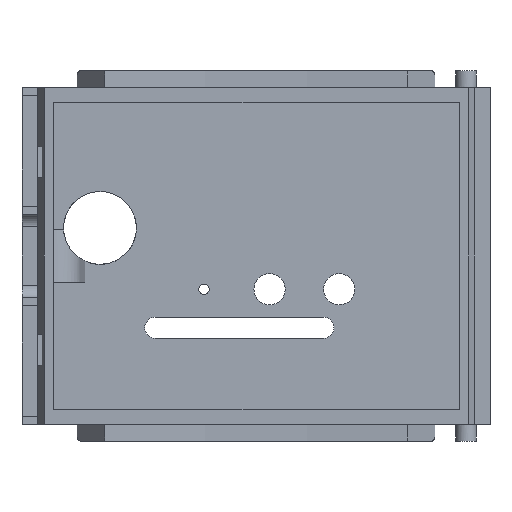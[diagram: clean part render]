
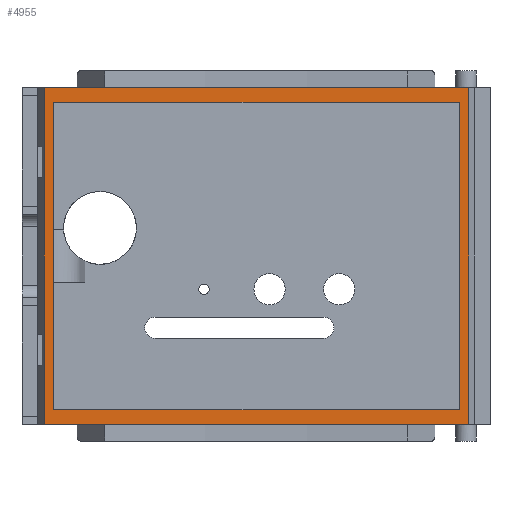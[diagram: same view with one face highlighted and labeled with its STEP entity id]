
A CAD part, front view. The second image highlights one B-rep face of the part: STEP entity #4955.
In plain terms, the highlighted planar face has unit normal (0, -1, 0).
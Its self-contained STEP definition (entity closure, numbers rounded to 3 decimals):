
#246 = PLANE('',#247);
#247 = AXIS2_PLACEMENT_3D('',#248,#249,#250);
#248 = CARTESIAN_POINT('',(14.304,52.908,1.8));
#249 = DIRECTION('',(0.,0.,-1.));
#250 = DIRECTION('',(-1.,0.,0.));
#634 = PLANE('',#635);
#635 = AXIS2_PLACEMENT_3D('',#636,#637,#638);
#636 = CARTESIAN_POINT('',(2.55,49.78,
    34.2));
#637 = DIRECTION('',(0.,0.,1.));
#638 = DIRECTION('',(1.,0.,-0.));
#975 = PLANE('',#976);
#976 = AXIS2_PLACEMENT_3D('',#977,#978,#979);
#977 = CARTESIAN_POINT('',(-21.844,49.287,
    -3.36));
#978 = DIRECTION('',(0.866,0.5,0.));
#979 = DIRECTION('',(0.5,-0.866,0.));
#1621 = VERTEX_POINT('',#1622);
#1622 = CARTESIAN_POINT('',(20.45,46.7,1.8));
#1636 = PLANE('',#1637);
#1637 = AXIS2_PLACEMENT_3D('',#1638,#1639,#1640);
#1638 = CARTESIAN_POINT('',(19.354,44.801,
    -3.36));
#1639 = DIRECTION('',(-0.866,0.5,0.));
#1640 = DIRECTION('',(0.5,0.866,0.));
#1648 = EDGE_CURVE('',#1621,#1649,#1651,.T.);
#1649 = VERTEX_POINT('',#1650);
#1650 = CARTESIAN_POINT('',(-20.35,46.7,1.8));
#1651 = SURFACE_CURVE('',#1652,(#1656,#1663),.PCURVE_S1.);
#1652 = LINE('',#1653,#1654);
#1653 = CARTESIAN_POINT('',(5.65,46.7,1.8));
#1654 = VECTOR('',#1655,1.);
#1655 = DIRECTION('',(-1.,0.,0.));
#1656 = PCURVE('',#246,#1657);
#1657 = DEFINITIONAL_REPRESENTATION('',(#1658),#1662);
#1658 = LINE('',#1659,#1660);
#1659 = CARTESIAN_POINT('',(8.654,-6.208));
#1660 = VECTOR('',#1661,1.);
#1661 = DIRECTION('',(1.,0.));
#1662 = ( GEOMETRIC_REPRESENTATION_CONTEXT(2) 
PARAMETRIC_REPRESENTATION_CONTEXT() REPRESENTATION_CONTEXT('2D SPACE',''
  ) );
#1663 = PCURVE('',#1664,#1669);
#1664 = PLANE('',#1665);
#1665 = AXIS2_PLACEMENT_3D('',#1666,#1667,#1668);
#1666 = CARTESIAN_POINT('',(20.9,46.7,1.8));
#1667 = DIRECTION('',(0.,1.,0.));
#1668 = DIRECTION('',(-1.,0.,0.));
#1669 = DEFINITIONAL_REPRESENTATION('',(#1670),#1674);
#1670 = LINE('',#1671,#1672);
#1671 = CARTESIAN_POINT('',(15.25,0.));
#1672 = VECTOR('',#1673,1.);
#1673 = DIRECTION('',(1.,0.));
#1674 = ( GEOMETRIC_REPRESENTATION_CONTEXT(2) 
PARAMETRIC_REPRESENTATION_CONTEXT() REPRESENTATION_CONTEXT('2D SPACE',''
  ) );
#2575 = VERTEX_POINT('',#2576);
#2576 = CARTESIAN_POINT('',(-20.35,46.7,34.2));
#2597 = EDGE_CURVE('',#2575,#2598,#2600,.T.);
#2598 = VERTEX_POINT('',#2599);
#2599 = CARTESIAN_POINT('',(20.45,46.7,34.2));
#2600 = SURFACE_CURVE('',#2601,(#2605,#2612),.PCURVE_S1.);
#2601 = LINE('',#2602,#2603);
#2602 = CARTESIAN_POINT('',(5.65,46.7,34.2));
#2603 = VECTOR('',#2604,1.);
#2604 = DIRECTION('',(1.,0.,0.));
#2605 = PCURVE('',#634,#2606);
#2606 = DEFINITIONAL_REPRESENTATION('',(#2607),#2611);
#2607 = LINE('',#2608,#2609);
#2608 = CARTESIAN_POINT('',(3.1,-3.08));
#2609 = VECTOR('',#2610,1.);
#2610 = DIRECTION('',(1.,0.));
#2611 = ( GEOMETRIC_REPRESENTATION_CONTEXT(2) 
PARAMETRIC_REPRESENTATION_CONTEXT() REPRESENTATION_CONTEXT('2D SPACE',''
  ) );
#2612 = PCURVE('',#1664,#2613);
#2613 = DEFINITIONAL_REPRESENTATION('',(#2614),#2618);
#2614 = LINE('',#2615,#2616);
#2615 = CARTESIAN_POINT('',(15.25,32.4));
#2616 = VECTOR('',#2617,1.);
#2617 = DIRECTION('',(-1.,0.));
#2618 = ( GEOMETRIC_REPRESENTATION_CONTEXT(2) 
PARAMETRIC_REPRESENTATION_CONTEXT() REPRESENTATION_CONTEXT('2D SPACE',''
  ) );
#3654 = EDGE_CURVE('',#2575,#1649,#3655,.T.);
#3655 = SURFACE_CURVE('',#3656,(#3660,#3667),.PCURVE_S1.);
#3656 = LINE('',#3657,#3658);
#3657 = CARTESIAN_POINT('',(-20.35,46.7,0.15));
#3658 = VECTOR('',#3659,1.);
#3659 = DIRECTION('',(0.,0.,-1.));
#3660 = PCURVE('',#975,#3661);
#3661 = DEFINITIONAL_REPRESENTATION('',(#3662),#3666);
#3662 = LINE('',#3663,#3664);
#3663 = CARTESIAN_POINT('',(2.988,-3.51));
#3664 = VECTOR('',#3665,1.);
#3665 = DIRECTION('',(0.,1.));
#3666 = ( GEOMETRIC_REPRESENTATION_CONTEXT(2) 
PARAMETRIC_REPRESENTATION_CONTEXT() REPRESENTATION_CONTEXT('2D SPACE',''
  ) );
#3667 = PCURVE('',#1664,#3668);
#3668 = DEFINITIONAL_REPRESENTATION('',(#3669),#3673);
#3669 = LINE('',#3670,#3671);
#3670 = CARTESIAN_POINT('',(41.25,-1.65));
#3671 = VECTOR('',#3672,1.);
#3672 = DIRECTION('',(0.,-1.));
#3673 = ( GEOMETRIC_REPRESENTATION_CONTEXT(2) 
PARAMETRIC_REPRESENTATION_CONTEXT() REPRESENTATION_CONTEXT('2D SPACE',''
  ) );
#3820 = PLANE('',#3821);
#3821 = AXIS2_PLACEMENT_3D('',#3822,#3823,#3824);
#3822 = CARTESIAN_POINT('',(-19.45,53.2,
    23.695));
#3823 = DIRECTION('',(1.,0.,0.));
#3824 = DIRECTION('',(0.,0.,-1.));
#4933 = EDGE_CURVE('',#1621,#2598,#4934,.T.);
#4934 = SURFACE_CURVE('',#4935,(#4939,#4946),.PCURVE_S1.);
#4935 = LINE('',#4936,#4937);
#4936 = CARTESIAN_POINT('',(20.45,46.7,0.15));
#4937 = VECTOR('',#4938,1.);
#4938 = DIRECTION('',(0.,0.,1.));
#4939 = PCURVE('',#1636,#4940);
#4940 = DEFINITIONAL_REPRESENTATION('',(#4941),#4945);
#4941 = LINE('',#4942,#4943);
#4942 = CARTESIAN_POINT('',(2.193,-3.51));
#4943 = VECTOR('',#4944,1.);
#4944 = DIRECTION('',(0.,-1.));
#4945 = ( GEOMETRIC_REPRESENTATION_CONTEXT(2) 
PARAMETRIC_REPRESENTATION_CONTEXT() REPRESENTATION_CONTEXT('2D SPACE',''
  ) );
#4946 = PCURVE('',#1664,#4947);
#4947 = DEFINITIONAL_REPRESENTATION('',(#4948),#4952);
#4948 = LINE('',#4949,#4950);
#4949 = CARTESIAN_POINT('',(0.45,-1.65));
#4950 = VECTOR('',#4951,1.);
#4951 = DIRECTION('',(0.,1.));
#4952 = ( GEOMETRIC_REPRESENTATION_CONTEXT(2) 
PARAMETRIC_REPRESENTATION_CONTEXT() REPRESENTATION_CONTEXT('2D SPACE',''
  ) );
#4955 = ADVANCED_FACE('',(#4956,#4962),#1664,.F.);
#4956 = FACE_BOUND('',#4957,.T.);
#4957 = EDGE_LOOP('',(#4958,#4959,#4960,#4961));
#4958 = ORIENTED_EDGE('',*,*,#4933,.T.);
#4959 = ORIENTED_EDGE('',*,*,#2597,.F.);
#4960 = ORIENTED_EDGE('',*,*,#3654,.T.);
#4961 = ORIENTED_EDGE('',*,*,#1648,.F.);
#4962 = FACE_BOUND('',#4963,.T.);
#4963 = EDGE_LOOP('',(#4964,#4989,#5017,#5045));
#4964 = ORIENTED_EDGE('',*,*,#4965,.F.);
#4965 = EDGE_CURVE('',#4966,#4968,#4970,.T.);
#4966 = VERTEX_POINT('',#4967);
#4967 = CARTESIAN_POINT('',(-19.45,46.7,32.8));
#4968 = VERTEX_POINT('',#4969);
#4969 = CARTESIAN_POINT('',(-19.45,46.7,3.2));
#4970 = SURFACE_CURVE('',#4971,(#4975,#4982),.PCURVE_S1.);
#4971 = LINE('',#4972,#4973);
#4972 = CARTESIAN_POINT('',(-19.45,46.7,0.15));
#4973 = VECTOR('',#4974,1.);
#4974 = DIRECTION('',(0.,0.,-1.));
#4975 = PCURVE('',#1664,#4976);
#4976 = DEFINITIONAL_REPRESENTATION('',(#4977),#4981);
#4977 = LINE('',#4978,#4979);
#4978 = CARTESIAN_POINT('',(40.35,-1.65));
#4979 = VECTOR('',#4980,1.);
#4980 = DIRECTION('',(0.,-1.));
#4981 = ( GEOMETRIC_REPRESENTATION_CONTEXT(2) 
PARAMETRIC_REPRESENTATION_CONTEXT() REPRESENTATION_CONTEXT('2D SPACE',''
  ) );
#4982 = PCURVE('',#3820,#4983);
#4983 = DEFINITIONAL_REPRESENTATION('',(#4984),#4988);
#4984 = LINE('',#4985,#4986);
#4985 = CARTESIAN_POINT('',(23.545,-6.5));
#4986 = VECTOR('',#4987,1.);
#4987 = DIRECTION('',(1.,0.));
#4988 = ( GEOMETRIC_REPRESENTATION_CONTEXT(2) 
PARAMETRIC_REPRESENTATION_CONTEXT() REPRESENTATION_CONTEXT('2D SPACE',''
  ) );
#4989 = ORIENTED_EDGE('',*,*,#4990,.F.);
#4990 = EDGE_CURVE('',#4991,#4966,#4993,.T.);
#4991 = VERTEX_POINT('',#4992);
#4992 = CARTESIAN_POINT('',(19.55,46.7,32.8));
#4993 = SURFACE_CURVE('',#4994,(#4998,#5005),.PCURVE_S1.);
#4994 = LINE('',#4995,#4996);
#4995 = CARTESIAN_POINT('',(5.65,46.7,32.8));
#4996 = VECTOR('',#4997,1.);
#4997 = DIRECTION('',(-1.,0.,0.));
#4998 = PCURVE('',#1664,#4999);
#4999 = DEFINITIONAL_REPRESENTATION('',(#5000),#5004);
#5000 = LINE('',#5001,#5002);
#5001 = CARTESIAN_POINT('',(15.25,31.));
#5002 = VECTOR('',#5003,1.);
#5003 = DIRECTION('',(1.,0.));
#5004 = ( GEOMETRIC_REPRESENTATION_CONTEXT(2) 
PARAMETRIC_REPRESENTATION_CONTEXT() REPRESENTATION_CONTEXT('2D SPACE',''
  ) );
#5005 = PCURVE('',#5006,#5011);
#5006 = PLANE('',#5007);
#5007 = AXIS2_PLACEMENT_3D('',#5008,#5009,#5010);
#5008 = CARTESIAN_POINT('',(9.869,53.2,
    32.8));
#5009 = DIRECTION('',(0.,0.,1.));
#5010 = DIRECTION('',(0.,-1.,0.));
#5011 = DEFINITIONAL_REPRESENTATION('',(#5012),#5016);
#5012 = LINE('',#5013,#5014);
#5013 = CARTESIAN_POINT('',(6.5,-4.219));
#5014 = VECTOR('',#5015,1.);
#5015 = DIRECTION('',(0.,-1.));
#5016 = ( GEOMETRIC_REPRESENTATION_CONTEXT(2) 
PARAMETRIC_REPRESENTATION_CONTEXT() REPRESENTATION_CONTEXT('2D SPACE',''
  ) );
#5017 = ORIENTED_EDGE('',*,*,#5018,.T.);
#5018 = EDGE_CURVE('',#4991,#5019,#5021,.T.);
#5019 = VERTEX_POINT('',#5020);
#5020 = CARTESIAN_POINT('',(19.55,46.7,3.2));
#5021 = SURFACE_CURVE('',#5022,(#5026,#5033),.PCURVE_S1.);
#5022 = LINE('',#5023,#5024);
#5023 = CARTESIAN_POINT('',(19.55,46.7,0.15));
#5024 = VECTOR('',#5025,1.);
#5025 = DIRECTION('',(0.,0.,-1.));
#5026 = PCURVE('',#1664,#5027);
#5027 = DEFINITIONAL_REPRESENTATION('',(#5028),#5032);
#5028 = LINE('',#5029,#5030);
#5029 = CARTESIAN_POINT('',(1.35,-1.65));
#5030 = VECTOR('',#5031,1.);
#5031 = DIRECTION('',(0.,-1.));
#5032 = ( GEOMETRIC_REPRESENTATION_CONTEXT(2) 
PARAMETRIC_REPRESENTATION_CONTEXT() REPRESENTATION_CONTEXT('2D SPACE',''
  ) );
#5033 = PCURVE('',#5034,#5039);
#5034 = PLANE('',#5035);
#5035 = AXIS2_PLACEMENT_3D('',#5036,#5037,#5038);
#5036 = CARTESIAN_POINT('',(19.55,53.2,
    32.8));
#5037 = DIRECTION('',(1.,0.,0.));
#5038 = DIRECTION('',(0.,-0.,-1.));
#5039 = DEFINITIONAL_REPRESENTATION('',(#5040),#5044);
#5040 = LINE('',#5041,#5042);
#5041 = CARTESIAN_POINT('',(32.65,-6.5));
#5042 = VECTOR('',#5043,1.);
#5043 = DIRECTION('',(1.,0.));
#5044 = ( GEOMETRIC_REPRESENTATION_CONTEXT(2) 
PARAMETRIC_REPRESENTATION_CONTEXT() REPRESENTATION_CONTEXT('2D SPACE',''
  ) );
#5045 = ORIENTED_EDGE('',*,*,#5046,.T.);
#5046 = EDGE_CURVE('',#5019,#4968,#5047,.T.);
#5047 = SURFACE_CURVE('',#5048,(#5052,#5059),.PCURVE_S1.);
#5048 = LINE('',#5049,#5050);
#5049 = CARTESIAN_POINT('',(5.65,46.7,3.2));
#5050 = VECTOR('',#5051,1.);
#5051 = DIRECTION('',(-1.,0.,0.));
#5052 = PCURVE('',#1664,#5053);
#5053 = DEFINITIONAL_REPRESENTATION('',(#5054),#5058);
#5054 = LINE('',#5055,#5056);
#5055 = CARTESIAN_POINT('',(15.25,1.4));
#5056 = VECTOR('',#5057,1.);
#5057 = DIRECTION('',(1.,0.));
#5058 = ( GEOMETRIC_REPRESENTATION_CONTEXT(2) 
PARAMETRIC_REPRESENTATION_CONTEXT() REPRESENTATION_CONTEXT('2D SPACE',''
  ) );
#5059 = PCURVE('',#5060,#5065);
#5060 = PLANE('',#5061);
#5061 = AXIS2_PLACEMENT_3D('',#5062,#5063,#5064);
#5062 = CARTESIAN_POINT('',(9.869,53.2,
    3.2));
#5063 = DIRECTION('',(0.,0.,1.));
#5064 = DIRECTION('',(0.,-1.,0.));
#5065 = DEFINITIONAL_REPRESENTATION('',(#5066),#5070);
#5066 = LINE('',#5067,#5068);
#5067 = CARTESIAN_POINT('',(6.5,-4.219));
#5068 = VECTOR('',#5069,1.);
#5069 = DIRECTION('',(0.,-1.));
#5070 = ( GEOMETRIC_REPRESENTATION_CONTEXT(2) 
PARAMETRIC_REPRESENTATION_CONTEXT() REPRESENTATION_CONTEXT('2D SPACE',''
  ) );
